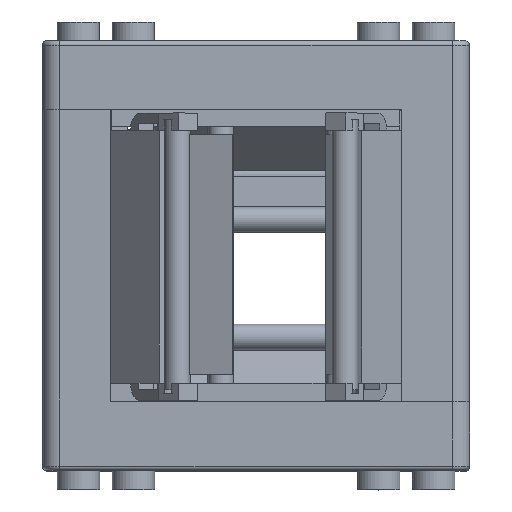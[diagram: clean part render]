
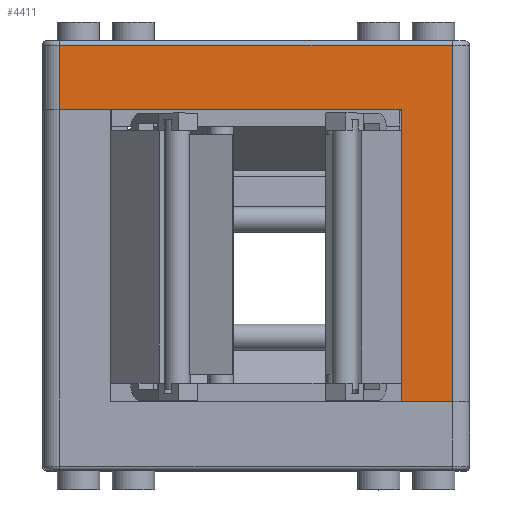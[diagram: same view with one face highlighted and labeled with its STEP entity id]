
A CAD part, top view. The second image highlights one B-rep face of the part: STEP entity #4411.
In plain terms, the highlighted face is planar.
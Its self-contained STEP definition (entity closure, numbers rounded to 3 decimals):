
#504=FACE_OUTER_BOUND('',#788,.T.);
#788=EDGE_LOOP('',(#3575,#3576,#3577,#3578,#3579,#3580));
#1076=LINE('',#6993,#1535);
#1078=LINE('',#6996,#1537);
#1080=LINE('',#7002,#1539);
#1087=LINE('',#7015,#1546);
#1106=LINE('',#7051,#1565);
#1137=LINE('',#7123,#1596);
#1535=VECTOR('',#5702,10.);
#1537=VECTOR('',#5706,10.);
#1539=VECTOR('',#5712,10.);
#1546=VECTOR('',#5723,10.);
#1565=VECTOR('',#5746,10.);
#1596=VECTOR('',#5833,10.);
#2005=VERTEX_POINT('',#6949);
#2007=VERTEX_POINT('',#6956);
#2017=VERTEX_POINT('',#6991);
#2018=VERTEX_POINT('',#6998);
#2023=VERTEX_POINT('',#7013);
#2038=VERTEX_POINT('',#7050);
#2519=EDGE_CURVE('',#2017,#2007,#1076,.T.);
#2521=EDGE_CURVE('',#2007,#2005,#1078,.T.);
#2524=EDGE_CURVE('',#2005,#2018,#1080,.T.);
#2531=EDGE_CURVE('',#2023,#2017,#1087,.T.);
#2550=EDGE_CURVE('',#2018,#2038,#1106,.T.);
#2585=EDGE_CURVE('',#2023,#2038,#1137,.T.);
#3575=ORIENTED_EDGE('',*,*,#2519,.F.);
#3576=ORIENTED_EDGE('',*,*,#2531,.F.);
#3577=ORIENTED_EDGE('',*,*,#2585,.T.);
#3578=ORIENTED_EDGE('',*,*,#2550,.F.);
#3579=ORIENTED_EDGE('',*,*,#2524,.F.);
#3580=ORIENTED_EDGE('',*,*,#2521,.F.);
#4178=PLANE('',#4891);
#4411=ADVANCED_FACE('',(#504),#4178,.T.);
#4891=AXIS2_PLACEMENT_3D('',#7131,#5846,#5847);
#5702=DIRECTION('',(0.,0.,-1.));
#5706=DIRECTION('',(0.,1.,0.));
#5712=DIRECTION('',(0.,0.,1.));
#5723=DIRECTION('',(0.,-1.,0.));
#5746=DIRECTION('',(0.,-1.,0.));
#5833=DIRECTION('',(0.,0.,1.));
#5846=DIRECTION('center_axis',(-1.,0.,0.));
#5847=DIRECTION('ref_axis',(0.,-1.,0.));
#6949=CARTESIAN_POINT('',(-24.9,22.9,0.5));
#6956=CARTESIAN_POINT('',(-24.9,-22.9,0.5));
#6991=CARTESIAN_POINT('',(-24.9,-22.9,8.));
#6993=CARTESIAN_POINT('',(-24.9,-22.9,0.));
#6996=CARTESIAN_POINT('',(-24.9,12.45,0.5));
#6998=CARTESIAN_POINT('',(-24.9,22.9,42.1));
#7002=CARTESIAN_POINT('',(-24.9,22.9,0.));
#7013=CARTESIAN_POINT('',(-24.9,17.02,8.));
#7015=CARTESIAN_POINT('',(-24.9,-24.9,8.));
#7050=CARTESIAN_POINT('',(-24.9,17.02,42.1));
#7051=CARTESIAN_POINT('',(-24.9,24.9,42.1));
#7123=CARTESIAN_POINT('',(-24.9,17.02,8.));
#7131=CARTESIAN_POINT('Origin',(-24.9,24.9,0.));
